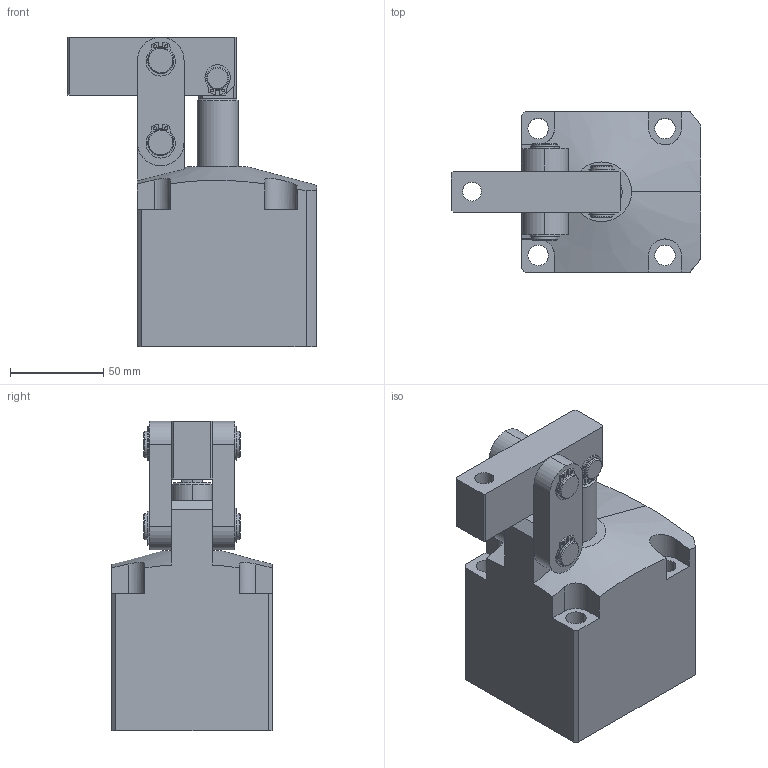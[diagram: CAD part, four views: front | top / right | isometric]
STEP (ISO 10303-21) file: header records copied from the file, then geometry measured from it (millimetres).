
FILE_DESCRIPTION (( 'STEP AP203' ), '1' );
FILE_NAME ('BLU-16.STEP', '2021-04-05T02:32:48', ( '微软用户' ), ( '微软中国' ), 'SwSTEP 2.0', 'SolidWorks 2012', '' );
FILE_SCHEMA (( 'CONFIG_CONTROL_DESIGN' ));
Length unit declared in the file: millimetre
Products named in the file (9): BLU-16掛极; BLU-16活塞杆; BLU-16蟀裝; BLU-16种粣1; BLU-16种粣2; BLU-16揤旋; circlips for shaft--type a large gb_GB_CONNECTING_PIECE_RING_RRA 14; circlips for shaft--type a large gb_GB_CONNECTING_PIECE_RING_RRA 12; BLU-16
Assembly tree (14 placements, depth 2):
  BLU-16
    BLU-16掛极
    BLU-16活塞杆
    BLU-16蟀裝  x2
    BLU-16种粣1
    BLU-16种粣2  x2
    BLU-16揤旋
    circlips for shaft--type a large gb_GB_CONNECTING_PIECE_RING_RRA 14  x4
    circlips for shaft--type a large gb_GB_CONNECTING_PIECE_RING_RRA 12  x2
Bounding box: 133.5 x 86 x 166 mm (x, y, z)
Volume: 744977.5 mm3; surface area: 121950.2 mm2
Topology: 14 solids, 14 shells, 414 faces, 1025 edges, 667 vertices
Faces by surface type: cylinder 190, plane 156, cone 44, bspline 16, torus 6, sphere 2
Entity records: 10623 total; most frequent: CARTESIAN_POINT 2543, DIRECTION 1492, ORIENTED_EDGE 1408, EDGE_CURVE 704, AXIS2_PLACEMENT_3D 556, VERTEX_POINT 457, LINE 380, VECTOR 380
